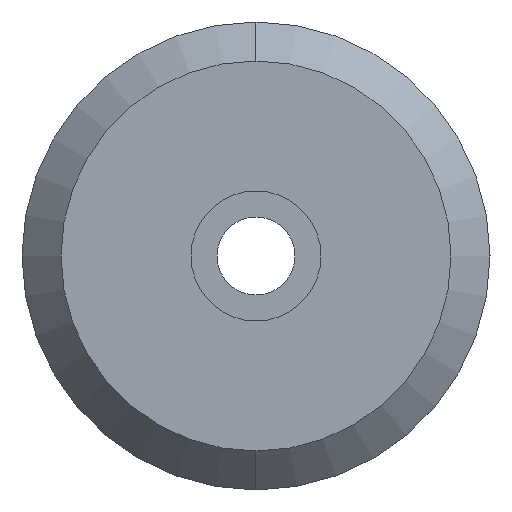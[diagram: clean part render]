
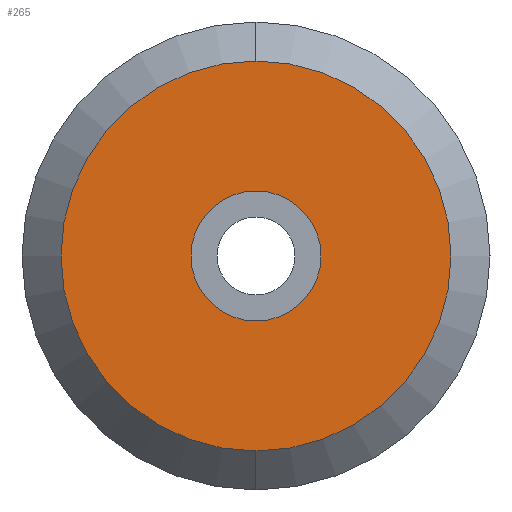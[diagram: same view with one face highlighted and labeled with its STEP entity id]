
A CAD part, left-side view. The second image highlights one B-rep face of the part: STEP entity #265.
In plain terms, the highlighted planar face has unit normal (-1, 0, 0).
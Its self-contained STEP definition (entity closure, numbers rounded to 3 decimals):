
#25 = FACE_BOUND ( 'NONE', #939, .T. ) ;
#28 = FACE_OUTER_BOUND ( 'NONE', #479, .T. ) ;
#69 = AXIS2_PLACEMENT_3D ( 'NONE', #770, #767, #763 ) ;
#106 = AXIS2_PLACEMENT_3D ( 'NONE', #1075, #305, #677 ) ;
#135 = AXIS2_PLACEMENT_3D ( 'NONE', #409, #178, #171 ) ;
#147 = CARTESIAN_POINT ( 'NONE',  ( -140., 0., 7.5 ) ) ;
#164 = AXIS2_PLACEMENT_3D ( 'NONE', #1207, #346, #696 ) ;
#171 = DIRECTION ( 'NONE',  ( 0., 0., -1. ) ) ;
#178 = DIRECTION ( 'NONE',  ( 1., 0., 0. ) ) ;
#255 = CIRCLE ( 'NONE', #69, 2.5 ) ;
#265 = ADVANCED_FACE ( 'NONE', ( #25, #28 ), #971, .T. ) ;
#275 = VERTEX_POINT ( 'NONE', #147 ) ;
#289 = AXIS2_PLACEMENT_3D ( 'NONE', #1208, #430, #404 ) ;
#305 = DIRECTION ( 'NONE',  ( 1., 0., 0. ) ) ;
#311 = CARTESIAN_POINT ( 'NONE',  ( -140., 0., -7.5 ) ) ;
#346 = DIRECTION ( 'NONE',  ( 1., 0., 0. ) ) ;
#404 = DIRECTION ( 'NONE',  ( 0., 0., 1. ) ) ;
#409 = CARTESIAN_POINT ( 'NONE',  ( -140., 0., 0. ) ) ;
#430 = DIRECTION ( 'NONE',  ( -1., 0., 0. ) ) ;
#469 = EDGE_CURVE ( 'NONE', #843, #275, #1182, .T. ) ;
#479 = EDGE_LOOP ( 'NONE', ( #1012, #1005 ) ) ;
#534 = EDGE_CURVE ( 'NONE', #986, #571, #883, .T. ) ;
#569 = EDGE_CURVE ( 'NONE', #275, #843, #865, .T. ) ;
#571 = VERTEX_POINT ( 'NONE', #771 ) ;
#624 = EDGE_CURVE ( 'NONE', #571, #986, #255, .T. ) ;
#677 = DIRECTION ( 'NONE',  ( 0., 0., -1. ) ) ;
#696 = DIRECTION ( 'NONE',  ( 0., 0., -1. ) ) ;
#763 = DIRECTION ( 'NONE',  ( 0., 0., -1. ) ) ;
#767 = DIRECTION ( 'NONE',  ( 1., 0., 0. ) ) ;
#770 = CARTESIAN_POINT ( 'NONE',  ( -140., 0., 0. ) ) ;
#771 = CARTESIAN_POINT ( 'NONE',  ( -140., 0., 2.5 ) ) ;
#806 = CARTESIAN_POINT ( 'NONE',  ( -140., 0., -2.5 ) ) ;
#843 = VERTEX_POINT ( 'NONE', #311 ) ;
#865 = CIRCLE ( 'NONE', #135, 7.5 ) ;
#883 = CIRCLE ( 'NONE', #164, 2.5 ) ;
#939 = EDGE_LOOP ( 'NONE', ( #1023, #1008 ) ) ;
#971 = PLANE ( 'NONE',  #289 ) ;
#986 = VERTEX_POINT ( 'NONE', #806 ) ;
#1005 = ORIENTED_EDGE ( 'NONE', *, *, #569, .F. ) ;
#1008 = ORIENTED_EDGE ( 'NONE', *, *, #624, .T. ) ;
#1012 = ORIENTED_EDGE ( 'NONE', *, *, #469, .F. ) ;
#1023 = ORIENTED_EDGE ( 'NONE', *, *, #534, .T. ) ;
#1075 = CARTESIAN_POINT ( 'NONE',  ( -140., 0., 0. ) ) ;
#1182 = CIRCLE ( 'NONE', #106, 7.5 ) ;
#1207 = CARTESIAN_POINT ( 'NONE',  ( -140., 0., 0. ) ) ;
#1208 = CARTESIAN_POINT ( 'NONE',  ( -140., 2.5, 0. ) ) ;
